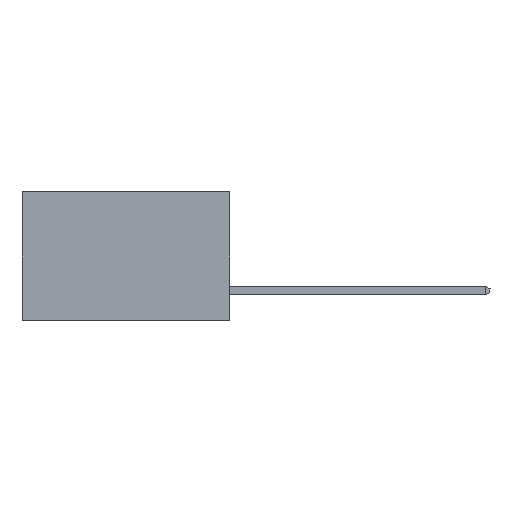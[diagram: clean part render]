
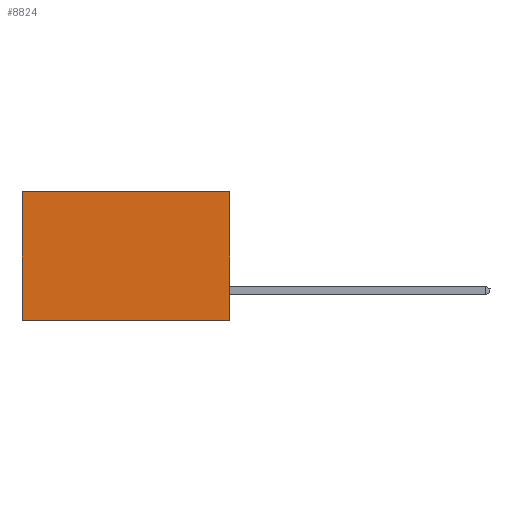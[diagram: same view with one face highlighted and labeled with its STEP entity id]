
A CAD part, left-side view. The second image highlights one B-rep face of the part: STEP entity #8824.
In plain terms, the highlighted planar face has unit normal (-1, 0, 0).
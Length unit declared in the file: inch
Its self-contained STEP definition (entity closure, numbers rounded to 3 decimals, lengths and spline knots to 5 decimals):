
#872 = FACE_OUTER_BOUND ( 'NONE', #7848, .T. ) ;
#1591 = CARTESIAN_POINT ( 'NONE',  ( 0.2615, 0.6, 0. ) ) ;
#2411 = CARTESIAN_POINT ( 'NONE',  ( 0.2615, 0., -0.37 ) ) ;
#2787 = ORIENTED_EDGE ( 'NONE', *, *, #13120, .T. ) ;
#3475 = CARTESIAN_POINT ( 'NONE',  ( 0.2615, 0., 0. ) ) ;
#3616 = VECTOR ( 'NONE', #6945, 39.37008 ) ;
#3665 = CARTESIAN_POINT ( 'NONE',  ( 0.2615, 0.6, -0.37 ) ) ;
#4295 = LINE ( 'NONE', #7948, #12030 ) ;
#4799 = DIRECTION ( 'NONE',  ( 0., 0., -1. ) ) ;
#4908 = ORIENTED_EDGE ( 'NONE', *, *, #13648, .T. ) ;
#6945 = DIRECTION ( 'NONE',  ( 0., 1., 0. ) ) ;
#7411 = VERTEX_POINT ( 'NONE', #3665 ) ;
#7502 = PLANE ( 'NONE',  #15967 ) ;
#7714 = VERTEX_POINT ( 'NONE', #3475 ) ;
#7848 = EDGE_LOOP ( 'NONE', ( #2787, #10970, #10714, #4908 ) ) ;
#7948 = CARTESIAN_POINT ( 'NONE',  ( 0.2615, 0., -0.37 ) ) ;
#8373 = CARTESIAN_POINT ( 'NONE',  ( 0.2615, 0., -0.37 ) ) ;
#8824 = ADVANCED_FACE ( 'NONE', ( #872 ), #7502, .F. ) ;
#8896 = DIRECTION ( 'NONE',  ( 0., 0., -1. ) ) ;
#9326 = CARTESIAN_POINT ( 'NONE',  ( 0.2615, 0., -0.37 ) ) ;
#10177 = LINE ( 'NONE', #11600, #11189 ) ;
#10714 = ORIENTED_EDGE ( 'NONE', *, *, #16347, .F. ) ;
#10970 = ORIENTED_EDGE ( 'NONE', *, *, #12174, .F. ) ;
#11189 = VECTOR ( 'NONE', #8896, 39.37008 ) ;
#11600 = CARTESIAN_POINT ( 'NONE',  ( 0.2615, 0.6, -0.37 ) ) ;
#11995 = LINE ( 'NONE', #13017, #13639 ) ;
#12030 = VECTOR ( 'NONE', #13265, 39.37008 ) ;
#12174 = EDGE_CURVE ( 'NONE', #15302, #7411, #13368, .T. ) ;
#12650 = DIRECTION ( 'NONE',  ( 1., 0., 0. ) ) ;
#13017 = CARTESIAN_POINT ( 'NONE',  ( 0.2615, 0., 0. ) ) ;
#13120 = EDGE_CURVE ( 'NONE', #15864, #7411, #10177, .T. ) ;
#13265 = DIRECTION ( 'NONE',  ( 0., 0., -1. ) ) ;
#13368 = LINE ( 'NONE', #8373, #3616 ) ;
#13639 = VECTOR ( 'NONE', #14290, 39.37008 ) ;
#13648 = EDGE_CURVE ( 'NONE', #7714, #15864, #11995, .T. ) ;
#14290 = DIRECTION ( 'NONE',  ( 0., 1., 0. ) ) ;
#15302 = VERTEX_POINT ( 'NONE', #9326 ) ;
#15864 = VERTEX_POINT ( 'NONE', #1591 ) ;
#15967 = AXIS2_PLACEMENT_3D ( 'NONE', #2411, #12650, #4799 ) ;
#16347 = EDGE_CURVE ( 'NONE', #7714, #15302, #4295, .T. ) ;
